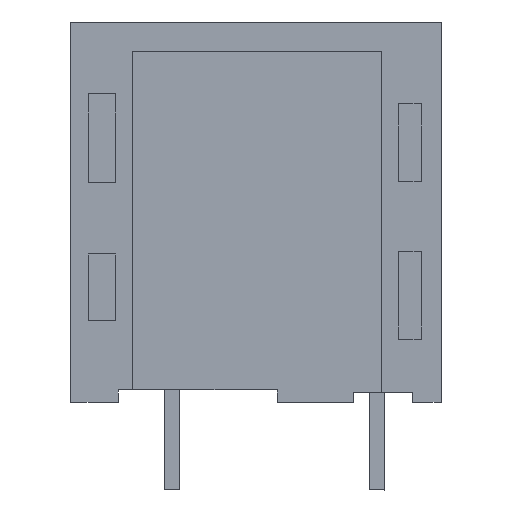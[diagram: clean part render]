
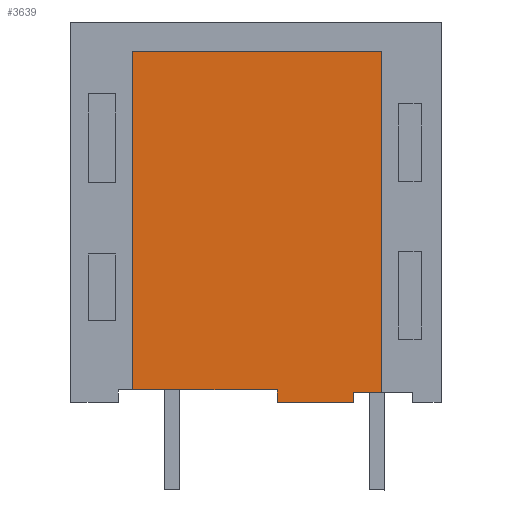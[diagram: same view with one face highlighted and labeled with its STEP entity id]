
A CAD part, left-side view. The second image highlights one B-rep face of the part: STEP entity #3639.
In plain terms, the highlighted planar face has unit normal (-1, 0, 0).
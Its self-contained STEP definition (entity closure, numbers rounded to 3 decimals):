
#3615=AXIS2_PLACEMENT_3D('Plane Axis2P3D',#3612,#3613,#3614) ;
#355=CARTESIAN_POINT('Vertex',(1.1,6.55,4.)) ;
#358=CARTESIAN_POINT('Line Origine',(1.1,9.439,4.)) ;
#362=CARTESIAN_POINT('Vertex',(1.1,12.329,4.)) ;
#389=CARTESIAN_POINT('Line Origine',(1.1,12.329,10.764)) ;
#393=CARTESIAN_POINT('Vertex',(1.1,12.329,17.529)) ;
#418=CARTESIAN_POINT('Vertex',(1.1,2.371,17.529)) ;
#421=CARTESIAN_POINT('Line Origine',(1.1,7.35,17.529)) ;
#439=CARTESIAN_POINT('Line Origine',(1.1,2.371,10.714)) ;
#443=CARTESIAN_POINT('Vertex',(1.1,2.371,3.9)) ;
#468=CARTESIAN_POINT('Vertex',(1.1,3.5,3.9)) ;
#485=CARTESIAN_POINT('Line Origine',(1.1,2.936,3.9)) ;
#3596=CARTESIAN_POINT('Vertex',(1.1,6.55,3.5)) ;
#3599=CARTESIAN_POINT('Line Origine',(1.1,6.55,3.75)) ;
#3612=CARTESIAN_POINT('Axis2P3D Location',(1.1,14.8,0.)) ;
#3617=CARTESIAN_POINT('Line Origine',(1.1,5.025,3.5)) ;
#3621=CARTESIAN_POINT('Vertex',(1.1,3.5,3.5)) ;
#3624=CARTESIAN_POINT('Line Origine',(1.1,3.5,3.7)) ;
#359=DIRECTION('Vector Direction',(0.,1.,0.)) ;
#390=DIRECTION('Vector Direction',(0.,0.,-1.)) ;
#422=DIRECTION('Vector Direction',(0.,-1.,0.)) ;
#440=DIRECTION('Vector Direction',(0.,0.,1.)) ;
#486=DIRECTION('Vector Direction',(0.,-1.,0.)) ;
#3600=DIRECTION('Vector Direction',(0.,0.,1.)) ;
#3613=DIRECTION('Axis2P3D Direction',(-1.,0.,0.)) ;
#3614=DIRECTION('Axis2P3D XDirection',(0.,-1.,0.)) ;
#3618=DIRECTION('Vector Direction',(0.,1.,0.)) ;
#3625=DIRECTION('Vector Direction',(0.,0.,1.)) ;
#360=VECTOR('Line Direction',#359,1.) ;
#391=VECTOR('Line Direction',#390,1.) ;
#423=VECTOR('Line Direction',#422,1.) ;
#441=VECTOR('Line Direction',#440,1.) ;
#487=VECTOR('Line Direction',#486,1.) ;
#3601=VECTOR('Line Direction',#3600,1.) ;
#3619=VECTOR('Line Direction',#3618,1.) ;
#3626=VECTOR('Line Direction',#3625,1.) ;
#3630=ORIENTED_EDGE('',*,*,#364,.F.) ;
#3631=ORIENTED_EDGE('',*,*,#3603,.F.) ;
#3632=ORIENTED_EDGE('',*,*,#3623,.T.) ;
#3633=ORIENTED_EDGE('',*,*,#3628,.T.) ;
#3634=ORIENTED_EDGE('',*,*,#489,.T.) ;
#3635=ORIENTED_EDGE('',*,*,#445,.T.) ;
#3636=ORIENTED_EDGE('',*,*,#425,.T.) ;
#3637=ORIENTED_EDGE('',*,*,#395,.T.) ;
#3639=ADVANCED_FACE('HOUSING',(#3638),#3616,.T.) ;
#364=EDGE_CURVE('',#356,#363,#361,.T.) ;
#395=EDGE_CURVE('',#394,#363,#392,.T.) ;
#425=EDGE_CURVE('',#419,#394,#424,.F.) ;
#445=EDGE_CURVE('',#444,#419,#442,.T.) ;
#489=EDGE_CURVE('',#469,#444,#488,.T.) ;
#3603=EDGE_CURVE('',#3597,#356,#3602,.T.) ;
#3623=EDGE_CURVE('',#3597,#3622,#3620,.F.) ;
#3628=EDGE_CURVE('',#3622,#469,#3627,.T.) ;
#3629=EDGE_LOOP('',(#3630,#3631,#3632,#3633,#3634,#3635,#3636,#3637)) ;
#3638=FACE_OUTER_BOUND('',#3629,.T.) ;
#361=LINE('Line',#358,#360) ;
#392=LINE('Line',#389,#391) ;
#424=LINE('Line',#421,#423) ;
#442=LINE('Line',#439,#441) ;
#488=LINE('Line',#485,#487) ;
#3602=LINE('Line',#3599,#3601) ;
#3620=LINE('Line',#3617,#3619) ;
#3627=LINE('Line',#3624,#3626) ;
#3616=PLANE('',#3615) ;
#356=VERTEX_POINT('',#355) ;
#363=VERTEX_POINT('',#362) ;
#394=VERTEX_POINT('',#393) ;
#419=VERTEX_POINT('',#418) ;
#444=VERTEX_POINT('',#443) ;
#469=VERTEX_POINT('',#468) ;
#3597=VERTEX_POINT('',#3596) ;
#3622=VERTEX_POINT('',#3621) ;
